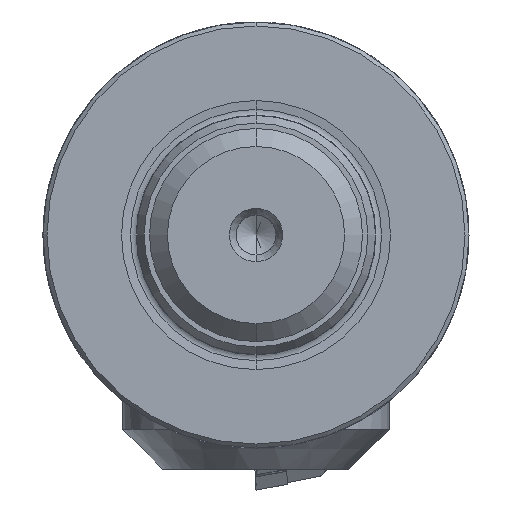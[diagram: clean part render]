
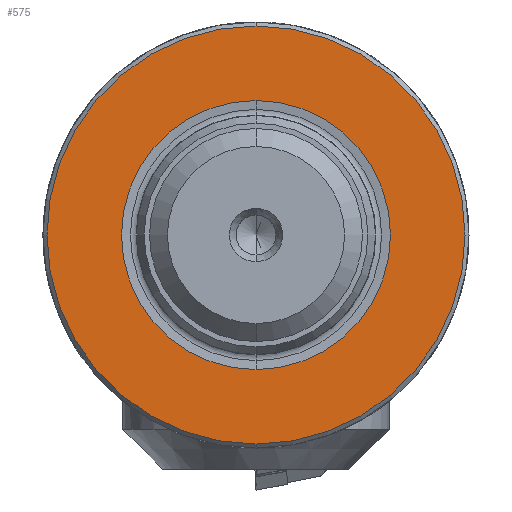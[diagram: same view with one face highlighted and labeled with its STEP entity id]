
A CAD part, left-side view. The second image highlights one B-rep face of the part: STEP entity #575.
In plain terms, the highlighted planar face has unit normal (-1, 0, 0).
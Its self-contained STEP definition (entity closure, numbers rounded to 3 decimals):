
#437 = DIRECTION ( 'NONE',  ( 1., 0., 0. ) ) ;
#575 = ADVANCED_FACE ( 'NONE', ( #27676, #22682 ), #26497, .T. ) ;
#1646 = CIRCLE ( 'NONE', #8190, 15.7 ) ;
#1689 = VERTEX_POINT ( 'NONE', #24497 ) ;
#3143 = ORIENTED_EDGE ( 'NONE', *, *, #19288, .F. ) ;
#3272 = VERTEX_POINT ( 'NONE', #5739 ) ;
#3414 = DIRECTION ( 'NONE',  ( 1., 0., 0. ) ) ;
#3488 = CARTESIAN_POINT ( 'NONE',  ( 0., 0., 0. ) ) ;
#4903 = VERTEX_POINT ( 'NONE', #15603 ) ;
#5274 = CIRCLE ( 'NONE', #17449, 10.103 ) ;
#5317 = EDGE_LOOP ( 'NONE', ( #17817, #3143 ) ) ;
#5641 = EDGE_LOOP ( 'NONE', ( #21340, #22774 ) ) ;
#5654 = DIRECTION ( 'NONE',  ( 0., 0., -1. ) ) ;
#5739 = CARTESIAN_POINT ( 'NONE',  ( 0., 0., 15.7 ) ) ;
#6192 = CARTESIAN_POINT ( 'NONE',  ( 0., 0., -10.103 ) ) ;
#8190 = AXIS2_PLACEMENT_3D ( 'NONE', #23962, #11052, #26135 ) ;
#8464 = AXIS2_PLACEMENT_3D ( 'NONE', #16321, #3414, #18477 ) ;
#9227 = CIRCLE ( 'NONE', #25113, 15.7 ) ;
#10000 = EDGE_CURVE ( 'NONE', #4903, #24002, #12690, .T. ) ;
#11052 = DIRECTION ( 'NONE',  ( 1., 0., 0. ) ) ;
#11447 = EDGE_CURVE ( 'NONE', #1689, #3272, #9227, .T. ) ;
#12690 = CIRCLE ( 'NONE', #8464, 10.103 ) ;
#13333 = CARTESIAN_POINT ( 'NONE',  ( 0., 0., 0. ) ) ;
#15504 = DIRECTION ( 'NONE',  ( 0., 0., -1. ) ) ;
#15603 = CARTESIAN_POINT ( 'NONE',  ( 0., 0., 10.103 ) ) ;
#16321 = CARTESIAN_POINT ( 'NONE',  ( 0., 0., 0. ) ) ;
#17449 = AXIS2_PLACEMENT_3D ( 'NONE', #3488, #18546, #5654 ) ;
#17817 = ORIENTED_EDGE ( 'NONE', *, *, #11447, .F. ) ;
#18477 = DIRECTION ( 'NONE',  ( 0., 0., -1. ) ) ;
#18546 = DIRECTION ( 'NONE',  ( 1., 0., 0. ) ) ;
#19288 = EDGE_CURVE ( 'NONE', #3272, #1689, #1646, .T. ) ;
#20962 = EDGE_CURVE ( 'NONE', #24002, #4903, #5274, .T. ) ;
#21340 = ORIENTED_EDGE ( 'NONE', *, *, #10000, .T. ) ;
#22682 = FACE_OUTER_BOUND ( 'NONE', #5317, .T. ) ;
#22774 = ORIENTED_EDGE ( 'NONE', *, *, #20962, .T. ) ;
#23962 = CARTESIAN_POINT ( 'NONE',  ( 0., 0., 0. ) ) ;
#24002 = VERTEX_POINT ( 'NONE', #6192 ) ;
#24497 = CARTESIAN_POINT ( 'NONE',  ( 0., 0., -15.7 ) ) ;
#24810 = CARTESIAN_POINT ( 'NONE',  ( 0., 10.103, 0. ) ) ;
#25113 = AXIS2_PLACEMENT_3D ( 'NONE', #13333, #437, #15504 ) ;
#25461 = DIRECTION ( 'NONE',  ( -1., 0., 0. ) ) ;
#25548 = DIRECTION ( 'NONE',  ( 0., 0., 1. ) ) ;
#26025 = AXIS2_PLACEMENT_3D ( 'NONE', #24810, #25461, #25548 ) ;
#26135 = DIRECTION ( 'NONE',  ( 0., 0., -1. ) ) ;
#26497 = PLANE ( 'NONE',  #26025 ) ;
#27676 = FACE_BOUND ( 'NONE', #5641, .T. ) ;
